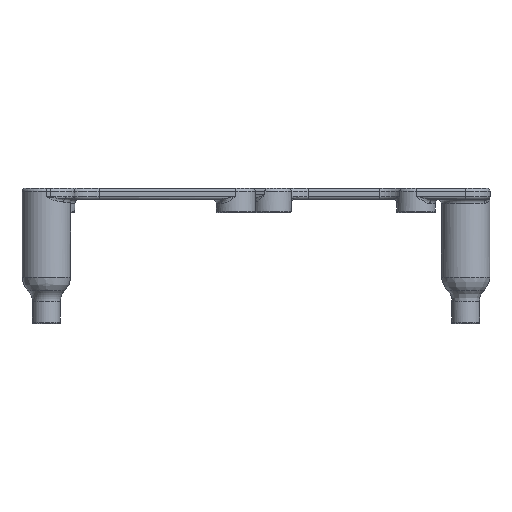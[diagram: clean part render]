
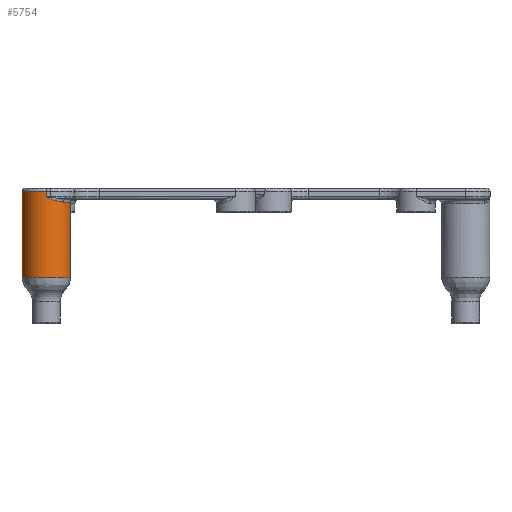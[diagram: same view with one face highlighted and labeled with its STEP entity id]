
A CAD part, left-side view. The second image highlights one B-rep face of the part: STEP entity #5754.
In plain terms, the highlighted cylindrical face has radius 5.4 mm (diameter 10.8 mm), a full revolution.
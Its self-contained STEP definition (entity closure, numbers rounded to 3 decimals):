
#305=LINE('',#10179,#574);
#306=LINE('',#10181,#575);
#307=LINE('',#10185,#576);
#574=VECTOR('',#8056,5.4);
#575=VECTOR('',#8057,10.);
#576=VECTOR('',#8060,10.);
#747=CYLINDRICAL_SURFACE('',#6474,5.4);
#1126=FACE_OUTER_BOUND('',#1546,.T.);
#1546=EDGE_LOOP('',(#4666,#4667,#4668,#4669,#4670,#4671,#4672,#4673,#4674,
#4675,#4676,#4677));
#1770=B_SPLINE_CURVE_WITH_KNOTS('',3,(#10173,#10174,#10175,#10176,#10177,
#10178),.UNSPECIFIED.,.F.,.F.,(4,2,4),(-0.001,0.,0.1),
 .UNSPECIFIED.);
#1771=B_SPLINE_CURVE_WITH_KNOTS('',3,(#10187,#10188,#10189,#10190,#10191,
#10192,#10193,#10194),.UNSPECIFIED.,.F.,.F.,(4,1,1,2,4),(0.,
0.29,0.386,0.483,0.484),
 .UNSPECIFIED.);
#1772=B_SPLINE_CURVE_WITH_KNOTS('',3,(#10198,#10199,#10200,#10201),
 .UNSPECIFIED.,.F.,.F.,(4,4),(0.,0.293),.UNSPECIFIED.);
#1773=B_SPLINE_CURVE_WITH_KNOTS('',3,(#10203,#10204,#10205,#10206,#10207),
 .UNSPECIFIED.,.F.,.F.,(4,1,4),(0.,0.29,0.507),
 .UNSPECIFIED.);
#1774=B_SPLINE_CURVE_WITH_KNOTS('',3,(#10208,#10209,#10210,#10211,#10212,
#10213),.UNSPECIFIED.,.F.,.F.,(4,1,1,4),(0.,0.117,0.176,
0.411),.UNSPECIFIED.);
#2165=CIRCLE('',#6470,5.4);
#2169=CIRCLE('',#6475,5.4);
#2170=CIRCLE('',#6476,5.4);
#2730=VERTEX_POINT('',#10163);
#2733=VERTEX_POINT('',#10171);
#2734=VERTEX_POINT('',#10172);
#2735=VERTEX_POINT('',#10180);
#2736=VERTEX_POINT('',#10182);
#2737=VERTEX_POINT('',#10184);
#2738=VERTEX_POINT('',#10186);
#2739=VERTEX_POINT('',#10195);
#2740=VERTEX_POINT('',#10197);
#2741=VERTEX_POINT('',#10202);
#3405=EDGE_CURVE('',#2730,#2730,#2165,.T.);
#3409=EDGE_CURVE('',#2733,#2734,#1770,.T.);
#3410=EDGE_CURVE('',#2733,#2730,#305,.T.);
#3411=EDGE_CURVE('',#2733,#2735,#306,.T.);
#3412=EDGE_CURVE('',#2736,#2735,#2169,.T.);
#3413=EDGE_CURVE('',#2737,#2736,#307,.T.);
#3414=EDGE_CURVE('',#2738,#2737,#1771,.T.);
#3415=EDGE_CURVE('',#2739,#2738,#2170,.T.);
#3416=EDGE_CURVE('',#2740,#2739,#1772,.T.);
#3417=EDGE_CURVE('',#2741,#2740,#1773,.T.);
#3418=EDGE_CURVE('',#2734,#2741,#1774,.T.);
#4666=ORIENTED_EDGE('',*,*,#3409,.F.);
#4667=ORIENTED_EDGE('',*,*,#3410,.T.);
#4668=ORIENTED_EDGE('',*,*,#3405,.F.);
#4669=ORIENTED_EDGE('',*,*,#3410,.F.);
#4670=ORIENTED_EDGE('',*,*,#3411,.T.);
#4671=ORIENTED_EDGE('',*,*,#3412,.F.);
#4672=ORIENTED_EDGE('',*,*,#3413,.F.);
#4673=ORIENTED_EDGE('',*,*,#3414,.F.);
#4674=ORIENTED_EDGE('',*,*,#3415,.F.);
#4675=ORIENTED_EDGE('',*,*,#3416,.F.);
#4676=ORIENTED_EDGE('',*,*,#3417,.F.);
#4677=ORIENTED_EDGE('',*,*,#3418,.F.);
#5754=ADVANCED_FACE('',(#1126),#747,.T.);
#6470=AXIS2_PLACEMENT_3D('',#10164,#8046,#8047);
#6474=AXIS2_PLACEMENT_3D('',#10170,#8054,#8055);
#6475=AXIS2_PLACEMENT_3D('',#10183,#8058,#8059);
#6476=AXIS2_PLACEMENT_3D('',#10196,#8061,#8062);
#8046=DIRECTION('center_axis',(0.,0.,-1.));
#8047=DIRECTION('ref_axis',(1.,0.,0.));
#8054=DIRECTION('center_axis',(0.,0.,1.));
#8055=DIRECTION('ref_axis',(1.,0.,0.));
#8056=DIRECTION('',(0.,0.,-1.));
#8057=DIRECTION('',(0.,0.,1.));
#8058=DIRECTION('center_axis',(0.,0.,1.));
#8059=DIRECTION('ref_axis',(-0.707,0.707,0.));
#8060=DIRECTION('',(0.,0.,1.));
#8061=DIRECTION('center_axis',(0.,0.,1.));
#8062=DIRECTION('ref_axis',(0.81,-0.586,0.));
#10163=CARTESIAN_POINT('',(-0.4,98.,10.291));
#10164=CARTESIAN_POINT('Origin',(5.,98.,10.291));
#10170=CARTESIAN_POINT('Origin',(5.,98.,8.));
#10171=CARTESIAN_POINT('',(-0.4,98.,28.2));
#10172=CARTESIAN_POINT('',(-0.346,97.236,27.758));
#10173=CARTESIAN_POINT('Ctrl Pts',(-0.4,98.,28.2));
#10174=CARTESIAN_POINT('Ctrl Pts',(-0.4,97.998,28.199));
#10175=CARTESIAN_POINT('Ctrl Pts',(-0.4,97.995,
28.197));
#10176=CARTESIAN_POINT('Ctrl Pts',(-0.4,97.74,
28.049));
#10177=CARTESIAN_POINT('Ctrl Pts',(-0.382,97.487,
27.901));
#10178=CARTESIAN_POINT('Ctrl Pts',(-0.346,97.236,27.758));
#10179=CARTESIAN_POINT('',(-0.4,98.,8.));
#10180=CARTESIAN_POINT('',(-0.4,98.,29.4));
#10181=CARTESIAN_POINT('',(-0.4,98.,27.6));
#10182=CARTESIAN_POINT('',(5.,103.4,29.4));
#10183=CARTESIAN_POINT('Origin',(5.,98.,29.4));
#10184=CARTESIAN_POINT('',(5.,103.4,28.2));
#10185=CARTESIAN_POINT('',(5.,103.4,27.6));
#10186=CARTESIAN_POINT('',(8.543,102.075,26.64));
#10187=CARTESIAN_POINT('Ctrl Pts',(8.543,102.075,26.64));
#10188=CARTESIAN_POINT('Ctrl Pts',(7.924,102.613,26.64));
#10189=CARTESIAN_POINT('Ctrl Pts',(6.959,103.113,27.094));
#10190=CARTESIAN_POINT('Ctrl Pts',(5.747,103.364,27.761));
#10191=CARTESIAN_POINT('Ctrl Pts',(5.252,103.4,28.053));
#10192=CARTESIAN_POINT('Ctrl Pts',(5.005,103.4,28.197));
#10193=CARTESIAN_POINT('Ctrl Pts',(5.002,103.4,28.199));
#10194=CARTESIAN_POINT('Ctrl Pts',(5.,103.4,28.2));
#10195=CARTESIAN_POINT('',(7.395,93.16,26.64));
#10196=CARTESIAN_POINT('Origin',(5.,98.,26.64));
#10197=CARTESIAN_POINT('',(5.,92.6,26.786));
#10198=CARTESIAN_POINT('Ctrl Pts',(5.,92.6,26.786));
#10199=CARTESIAN_POINT('Ctrl Pts',(5.829,92.6,26.786));
#10200=CARTESIAN_POINT('Ctrl Pts',(6.653,92.793,26.64));
#10201=CARTESIAN_POINT('Ctrl Pts',(7.395,93.16,26.64));
#10202=CARTESIAN_POINT('',(1.137,94.226,26.976));
#10203=CARTESIAN_POINT('Ctrl Pts',(1.137,94.226,26.976));
#10204=CARTESIAN_POINT('Ctrl Pts',(1.709,93.642,26.891));
#10205=CARTESIAN_POINT('Ctrl Pts',(2.948,92.848,26.808));
#10206=CARTESIAN_POINT('Ctrl Pts',(4.385,92.6,26.786));
#10207=CARTESIAN_POINT('Ctrl Pts',(5.,92.6,26.786));
#10208=CARTESIAN_POINT('Ctrl Pts',(-0.346,97.236,
27.758));
#10209=CARTESIAN_POINT('Ctrl Pts',(-0.303,96.939,
27.589));
#10210=CARTESIAN_POINT('Ctrl Pts',(-0.195,96.467,27.432));
#10211=CARTESIAN_POINT('Ctrl Pts',(0.209,95.401,27.155));
#10212=CARTESIAN_POINT('Ctrl Pts',(0.675,94.7,27.045));
#10213=CARTESIAN_POINT('Ctrl Pts',(1.137,94.226,26.976));
